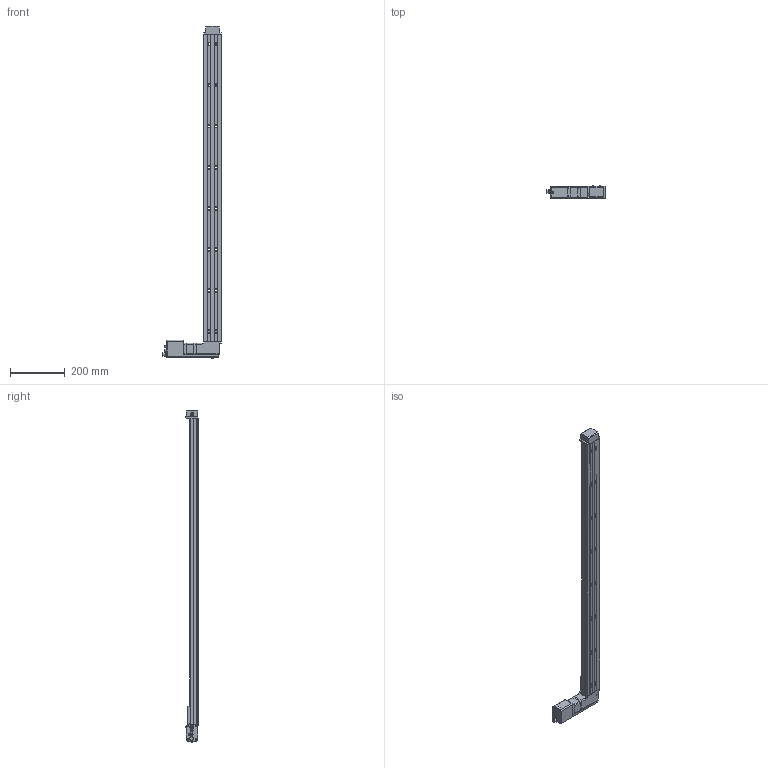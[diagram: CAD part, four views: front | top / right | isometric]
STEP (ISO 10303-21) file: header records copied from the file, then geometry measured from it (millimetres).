
FILE_DESCRIPTION (( 'STEP AP203' ), '1' );
FILE_NAME ('X-BLQ1045-E01.step', '2023-05-18T00:15:35', ( '' ), ( '' ), 'SwSTEP 2.0', 'SolidWorks 2019', '' );
FILE_SCHEMA (( 'CONFIG_CONTROL_DESIGN' ));
Length unit declared in the file: millimetre
Products named in the file (4): BLQ_base^BLQ_BLQ1045; BLQ_carriage^BLQ_Standard; X-BLQ1045-E01; NMS17_motor^BLQ_X-BLQ-E01
Assembly tree (3 placements, depth 2):
  X-BLQ1045-E01
    BLQ_base^BLQ_BLQ1045
    BLQ_carriage^BLQ_Standard
    NMS17_motor^BLQ_X-BLQ-E01
Bounding box: 214.85 x 44.15 x 1212.2 mm (x, y, z)
Volume: 1425905.2 mm3; surface area: 450160 mm2
Topology: 32 solids, 32 shells, 999 faces, 2573 edges, 1682 vertices
Faces by surface type: plane 540, cylinder 403, cone 30, torus 16, sphere 10
Entity records: 31047 total; most frequent: CARTESIAN_POINT 5518, DIRECTION 5423, ORIENTED_EDGE 5098, EDGE_CURVE 2549, AXIS2_PLACEMENT_3D 1939, VERTEX_POINT 1674, LINE 1545, VECTOR 1545
